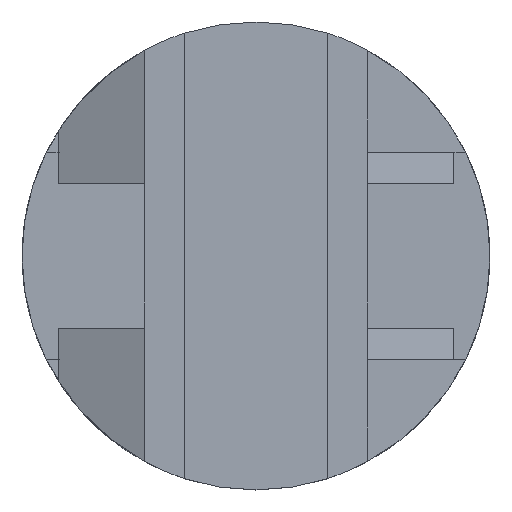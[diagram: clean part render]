
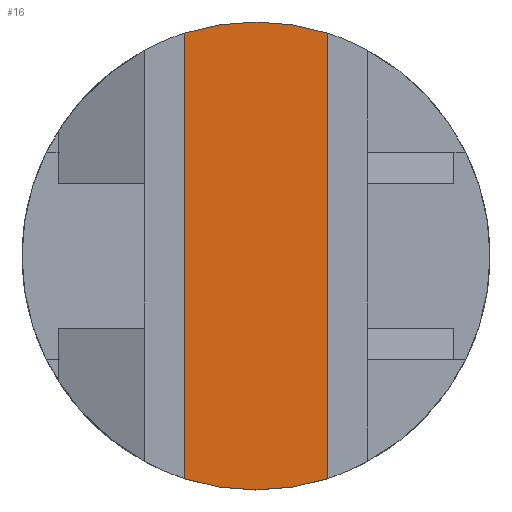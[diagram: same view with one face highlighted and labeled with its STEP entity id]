
A CAD part, top view. The second image highlights one B-rep face of the part: STEP entity #16.
In plain terms, the highlighted planar face has unit normal (0, 0, 1).
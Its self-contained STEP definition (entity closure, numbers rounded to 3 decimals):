
#16 = ADVANCED_FACE ( 'NONE', ( #1424 ), #1513, .T. ) ;
#141 = DIRECTION ( 'NONE',  ( 1., 0., 0. ) ) ;
#228 = EDGE_CURVE ( 'NONE', #1193, #1003, #903, .T. ) ;
#236 = VECTOR ( 'NONE', #1092, 1000. ) ;
#247 = CARTESIAN_POINT ( 'NONE',  ( -7.633, -23.806, 0.699 ) ) ;
#337 = LINE ( 'NONE', #1206, #236 ) ;
#406 = EDGE_LOOP ( 'NONE', ( #619, #505, #1561, #1679 ) ) ;
#479 = VERTEX_POINT ( 'NONE', #247 ) ;
#482 = AXIS2_PLACEMENT_3D ( 'NONE', #1948, #1964, #1987 ) ;
#505 = ORIENTED_EDGE ( 'NONE', *, *, #1616, .F. ) ;
#612 = CARTESIAN_POINT ( 'NONE',  ( 7.633, 23.806, 0.699 ) ) ;
#619 = ORIENTED_EDGE ( 'NONE', *, *, #1303, .T. ) ;
#679 = DIRECTION ( 'NONE',  ( 0., 0., 1. ) ) ;
#741 = AXIS2_PLACEMENT_3D ( 'NONE', #1345, #1126, #1408 ) ;
#839 = VECTOR ( 'NONE', #1047, 1000. ) ;
#903 = LINE ( 'NONE', #1905, #839 ) ;
#1003 = VERTEX_POINT ( 'NONE', #612 ) ;
#1007 = AXIS2_PLACEMENT_3D ( 'NONE', #1399, #679, #141 ) ;
#1038 = VERTEX_POINT ( 'NONE', #1074 ) ;
#1047 = DIRECTION ( 'NONE',  ( 0., 1., 0. ) ) ;
#1054 = CARTESIAN_POINT ( 'NONE',  ( 7.633, -23.806, 0.699 ) ) ;
#1074 = CARTESIAN_POINT ( 'NONE',  ( -7.633, 23.806, 0.699 ) ) ;
#1092 = DIRECTION ( 'NONE',  ( 0., 1., 0. ) ) ;
#1126 = DIRECTION ( 'NONE',  ( 0., 0., 1. ) ) ;
#1193 = VERTEX_POINT ( 'NONE', #1054 ) ;
#1206 = CARTESIAN_POINT ( 'NONE',  ( -7.633, 23.806, 0.699 ) ) ;
#1303 = EDGE_CURVE ( 'NONE', #1003, #1038, #1828, .T. ) ;
#1345 = CARTESIAN_POINT ( 'NONE',  ( 0., 0., 0.699 ) ) ;
#1399 = CARTESIAN_POINT ( 'NONE',  ( 0., 0., 0.699 ) ) ;
#1408 = DIRECTION ( 'NONE',  ( 1., 0., 0. ) ) ;
#1424 = FACE_OUTER_BOUND ( 'NONE', #406, .T. ) ;
#1513 = PLANE ( 'NONE',  #741 ) ;
#1561 = ORIENTED_EDGE ( 'NONE', *, *, #1701, .T. ) ;
#1616 = EDGE_CURVE ( 'NONE', #479, #1038, #337, .T. ) ;
#1679 = ORIENTED_EDGE ( 'NONE', *, *, #228, .T. ) ;
#1701 = EDGE_CURVE ( 'NONE', #479, #1193, #1991, .T. ) ;
#1828 = CIRCLE ( 'NONE', #482, 25. ) ;
#1905 = CARTESIAN_POINT ( 'NONE',  ( 7.633, -23.806, 0.699 ) ) ;
#1948 = CARTESIAN_POINT ( 'NONE',  ( 0., 0., 0.699 ) ) ;
#1964 = DIRECTION ( 'NONE',  ( 0., 0., 1. ) ) ;
#1987 = DIRECTION ( 'NONE',  ( 1., 0., 0. ) ) ;
#1991 = CIRCLE ( 'NONE', #1007, 25. ) ;
